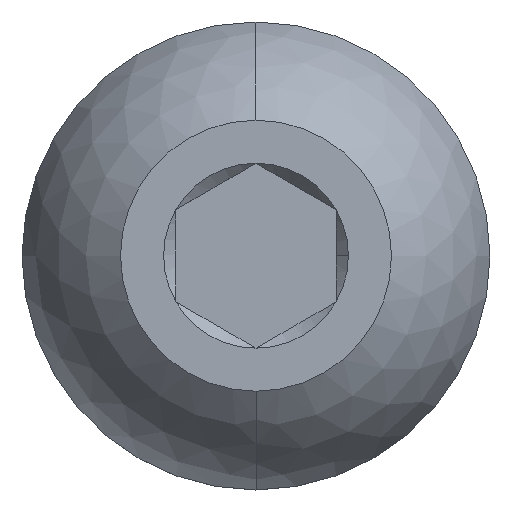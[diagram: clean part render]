
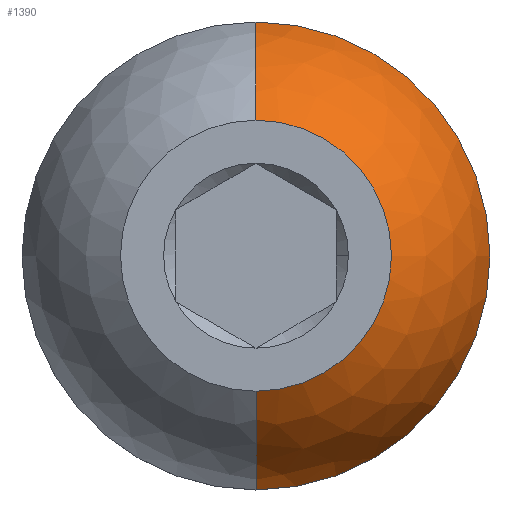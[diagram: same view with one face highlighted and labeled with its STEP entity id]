
A CAD part, top view. The second image highlights one B-rep face of the part: STEP entity #1390.
In plain terms, the highlighted spherical face has radius 1.944 mm.
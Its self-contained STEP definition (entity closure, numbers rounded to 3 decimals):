
#29=SPHERICAL_SURFACE('',#1494,1.944);
#114=FACE_OUTER_BOUND('',#195,.T.);
#195=EDGE_LOOP('',(#1070,#1071,#1072,#1073,#1074));
#231=CIRCLE('',#1493,1.9);
#232=CIRCLE('',#1495,1.9);
#233=CIRCLE('',#1496,1.944);
#234=CIRCLE('',#1497,1.1);
#235=CIRCLE('',#1498,1.944);
#613=VERTEX_POINT('',#3001);
#614=VERTEX_POINT('',#3003);
#615=VERTEX_POINT('',#3007);
#616=VERTEX_POINT('',#3009);
#617=VERTEX_POINT('',#3011);
#802=EDGE_CURVE('',#614,#613,#231,.T.);
#804=EDGE_CURVE('',#615,#614,#232,.T.);
#805=EDGE_CURVE('',#613,#616,#233,.T.);
#806=EDGE_CURVE('',#617,#616,#234,.T.);
#807=EDGE_CURVE('',#615,#617,#235,.T.);
#1070=ORIENTED_EDGE('',*,*,#804,.T.);
#1071=ORIENTED_EDGE('',*,*,#802,.T.);
#1072=ORIENTED_EDGE('',*,*,#805,.T.);
#1073=ORIENTED_EDGE('',*,*,#806,.F.);
#1074=ORIENTED_EDGE('',*,*,#807,.F.);
#1390=ADVANCED_FACE('',(#114),#29,.T.);
#1493=AXIS2_PLACEMENT_3D('',#3004,#1719,#1720);
#1494=AXIS2_PLACEMENT_3D('',#3006,#1722,#1723);
#1495=AXIS2_PLACEMENT_3D('',#3008,#1724,#1725);
#1496=AXIS2_PLACEMENT_3D('',#3010,#1726,#1727);
#1497=AXIS2_PLACEMENT_3D('',#3012,#1728,#1729);
#1498=AXIS2_PLACEMENT_3D('',#3013,#1730,#1731);
#1719=DIRECTION('center_axis',(0.,0.,
1.));
#1720=DIRECTION('ref_axis',(1.,0.,0.));
#1722=DIRECTION('center_axis',(0.,0.,1.));
#1723=DIRECTION('ref_axis',(1.,0.,0.));
#1724=DIRECTION('center_axis',(0.,0.,
1.));
#1725=DIRECTION('ref_axis',(1.,0.,0.));
#1726=DIRECTION('center_axis',(1.,0.,0.));
#1727=DIRECTION('ref_axis',(0.,1.,0.));
#1728=DIRECTION('center_axis',(0.,0.,
1.));
#1729=DIRECTION('ref_axis',(1.,0.,0.));
#1730=DIRECTION('center_axis',(-1.,0.,0.));
#1731=DIRECTION('ref_axis',(0.,-1.,0.));
#3001=CARTESIAN_POINT('',(-39.544,-19.796,-1.19));
#3003=CARTESIAN_POINT('',(-37.644,-21.696,-1.19));
#3004=CARTESIAN_POINT('Origin',(-39.544,-21.696,-1.19));
#3006=CARTESIAN_POINT('Origin',(-39.544,-21.696,-1.603));
#3007=CARTESIAN_POINT('',(-39.544,-23.596,-1.19));
#3008=CARTESIAN_POINT('Origin',(-39.544,-21.696,-1.19));
#3009=CARTESIAN_POINT('',(-39.544,-20.596,0.));
#3010=CARTESIAN_POINT('Origin',(-39.544,-21.696,-1.603));
#3011=CARTESIAN_POINT('',(-39.544,-22.796,0.));
#3012=CARTESIAN_POINT('Origin',(-39.544,-21.696,0.));
#3013=CARTESIAN_POINT('Origin',(-39.544,-21.696,-1.603));
